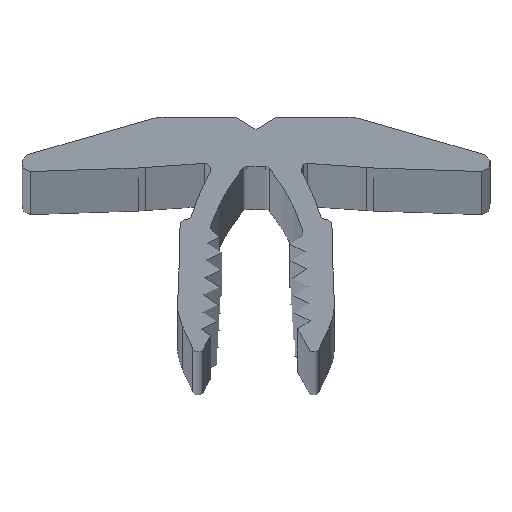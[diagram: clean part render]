
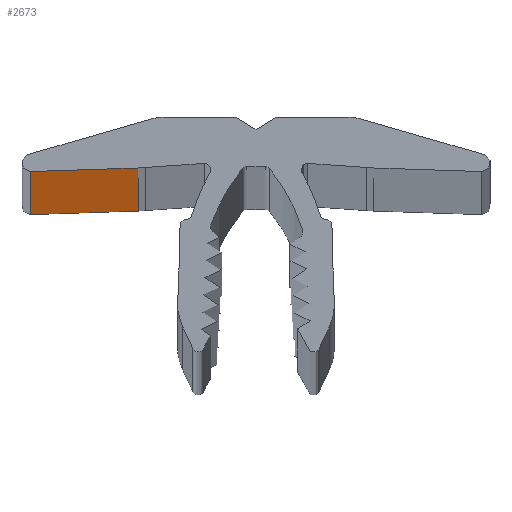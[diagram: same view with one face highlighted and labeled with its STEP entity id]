
A CAD part, top view. The second image highlights one B-rep face of the part: STEP entity #2673.
In plain terms, the highlighted planar face has unit normal (0.033, -1, 0).
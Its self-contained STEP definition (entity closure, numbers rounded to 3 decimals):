
#57 = ORIENTED_EDGE ( 'NONE', *, *, #103, .T. ) ;
#97 = DIRECTION ( 'NONE',  ( 0.033, -0.999, 0. ) ) ;
#103 = EDGE_CURVE ( 'NONE', #1290, #2059, #1505, .T. ) ;
#149 = CARTESIAN_POINT ( 'NONE',  ( -9.138, -0.2, 0. ) ) ;
#349 = LINE ( 'NONE', #380, #1608 ) ;
#356 = DIRECTION ( 'NONE',  ( 0., 0., 1. ) ) ;
#362 = DIRECTION ( 'NONE',  ( 0.999, 0.033, 0. ) ) ;
#374 = AXIS2_PLACEMENT_3D ( 'NONE', #3016, #97, #362 ) ;
#380 = CARTESIAN_POINT ( 'NONE',  ( -9.138, -0.2, -1000. ) ) ;
#404 = EDGE_CURVE ( 'NONE', #2059, #2380, #2326, .T. ) ;
#437 = VECTOR ( 'NONE', #2012, 1000. ) ;
#616 = CARTESIAN_POINT ( 'NONE',  ( -3.07, 0., -1000. ) ) ;
#782 = EDGE_CURVE ( 'NONE', #1988, #2380, #1193, .T. ) ;
#824 = VECTOR ( 'NONE', #1078, 1000. ) ;
#835 = DIRECTION ( 'NONE',  ( 0.999, 0.033, 0. ) ) ;
#980 = ORIENTED_EDGE ( 'NONE', *, *, #782, .F. ) ;
#1078 = DIRECTION ( 'NONE',  ( 0.999, 0.033, 0. ) ) ;
#1193 = LINE ( 'NONE', #1811, #1225 ) ;
#1225 = VECTOR ( 'NONE', #835, 1000. ) ;
#1290 = VERTEX_POINT ( 'NONE', #2096 ) ;
#1505 = LINE ( 'NONE', #616, #824 ) ;
#1608 = VECTOR ( 'NONE', #356, 1000. ) ;
#1811 = CARTESIAN_POINT ( 'NONE',  ( -3.07, 0., 0. ) ) ;
#1854 = PLANE ( 'NONE',  #374 ) ;
#1891 = FACE_OUTER_BOUND ( 'NONE', #3188, .T. ) ;
#1954 = CARTESIAN_POINT ( 'NONE',  ( -4.778, -0.056, 0. ) ) ;
#1957 = EDGE_CURVE ( 'NONE', #1290, #1988, #349, .T. ) ;
#1988 = VERTEX_POINT ( 'NONE', #149 ) ;
#2012 = DIRECTION ( 'NONE',  ( 0., 0., 1. ) ) ;
#2057 = ORIENTED_EDGE ( 'NONE', *, *, #404, .T. ) ;
#2059 = VERTEX_POINT ( 'NONE', #3143 ) ;
#2096 = CARTESIAN_POINT ( 'NONE',  ( -9.138, -0.2, -1000. ) ) ;
#2215 = ORIENTED_EDGE ( 'NONE', *, *, #1957, .F. ) ;
#2326 = LINE ( 'NONE', #3181, #437 ) ;
#2380 = VERTEX_POINT ( 'NONE', #1954 ) ;
#2673 = ADVANCED_FACE ( 'NONE', ( #1891 ), #1854, .T. ) ;
#3016 = CARTESIAN_POINT ( 'NONE',  ( -3.07, 0., -1000. ) ) ;
#3143 = CARTESIAN_POINT ( 'NONE',  ( -4.778, -0.056, -1000. ) ) ;
#3181 = CARTESIAN_POINT ( 'NONE',  ( -4.778, -0.056, 0. ) ) ;
#3188 = EDGE_LOOP ( 'NONE', ( #57, #2057, #980, #2215 ) ) ;
